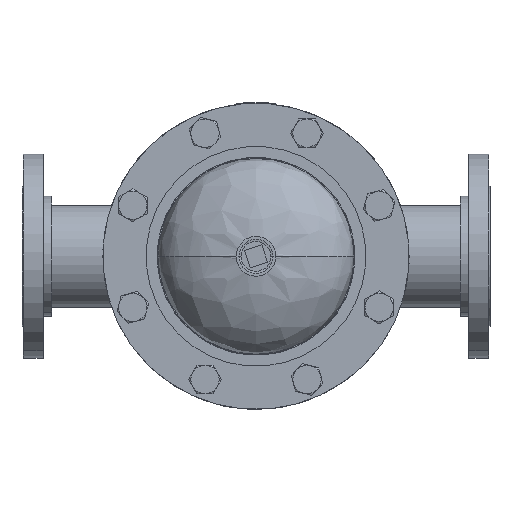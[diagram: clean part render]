
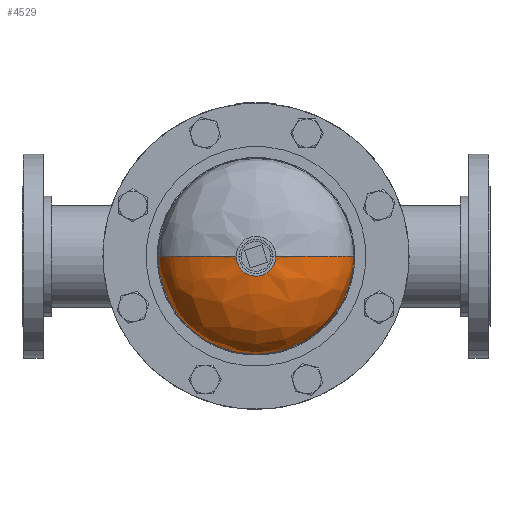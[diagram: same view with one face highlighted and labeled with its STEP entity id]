
A CAD part, front view. The second image highlights one B-rep face of the part: STEP entity #4529.
In plain terms, the highlighted free-form (B-spline) face has degree [3, 3] with [4, 4] control points.
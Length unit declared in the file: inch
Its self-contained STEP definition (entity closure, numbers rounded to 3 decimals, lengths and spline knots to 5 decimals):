
#67 = CARTESIAN_POINT ( 'NONE',  ( -2.90565, 3.76013, 5.81131 ) ) ;
#849 = VERTEX_POINT ( 'NONE', #2495 ) ;
#915 = CARTESIAN_POINT ( 'NONE',  ( -4.3125, 2.85898, 0. ) ) ;
#1532 = CARTESIAN_POINT ( 'NONE',  ( 0., 3.96469, 0. ) ) ;
#1697 = CARTESIAN_POINT ( 'NONE',  ( 4.3125, 1.68275, 0. ) ) ;
#1845 = CARTESIAN_POINT ( 'NONE',  ( 2.90565, 3.76013, 0. ) ) ;
#2087 = AXIS2_PLACEMENT_3D ( 'NONE', #5930, #4061, #11215 ) ;
#2184 = VERTEX_POINT ( 'NONE', #9984 ) ;
#2443 = EDGE_CURVE ( 'NONE', #849, #8243, #3269, .T. ) ;
#2495 = CARTESIAN_POINT ( 'NONE',  ( 0., 3.96469, 0.75 ) ) ;
#2633 = CARTESIAN_POINT ( 'NONE',  ( 2.90565, 3.76013, 0. ) ) ;
#2691 = CARTESIAN_POINT ( 'NONE',  ( -4.3125, 2.85898, 8.625 ) ) ;
#2756 = CARTESIAN_POINT ( 'NONE',  ( -2.90565, 3.76013, 0. ) ) ;
#2911 = CARTESIAN_POINT ( 'NONE',  ( -0.75, 3.96469, 0. ) ) ;
#3269 = CIRCLE ( 'NONE', #3835, 0.75 ) ;
#3586 = ORIENTED_EDGE ( 'NONE', *, *, #8613, .F. ) ;
#3835 = AXIS2_PLACEMENT_3D ( 'NONE', #8437, #4904, #8659 ) ;
#4061 = DIRECTION ( 'NONE',  ( 0., -1., 0. ) ) ;
#4250 = ORIENTED_EDGE ( 'NONE', *, *, #2443, .F. ) ;
#4307 = CARTESIAN_POINT ( 'NONE',  ( 0.75, 3.96469, 0. ) ) ;
#4433 = CARTESIAN_POINT ( 'NONE',  ( 4.3125, 1.68275, 0. ) ) ;
#4509 = CARTESIAN_POINT ( 'NONE',  ( 4.3125, 2.85898, 0. ) ) ;
#4529 = ADVANCED_FACE ( 'NONE', ( #8793 ), #7564, .T. ) ;
#4904 = DIRECTION ( 'NONE',  ( 0., 1., 0. ) ) ;
#4989 = AXIS2_PLACEMENT_3D ( 'NONE', #1532, #11389, #6926 ) ;
#5067 = VERTEX_POINT ( 'NONE', #2911 ) ;
#5268 = CARTESIAN_POINT ( 'NONE',  ( -4.3125, 1.68275, 0. ) ) ;
#5354 = CARTESIAN_POINT ( 'NONE',  ( -4.3125, 1.68275, 0. ) ) ;
#5450 = EDGE_CURVE ( 'NONE', #5067, #849, #11161, .T. ) ;
#5912 =( BOUNDED_CURVE ( )  B_SPLINE_CURVE ( 3, ( #4433, #8771, #1845, #4307 ),
 .UNSPECIFIED., .F., .T. ) 
 B_SPLINE_CURVE_WITH_KNOTS ( ( 4, 4 ),
 ( 0., 1.39599 ),
 .UNSPECIFIED. ) 
 CURVE ( )  GEOMETRIC_REPRESENTATION_ITEM ( )  RATIONAL_B_SPLINE_CURVE ( ( 1., 0.844, 0.844, 1. ) ) 
 REPRESENTATION_ITEM ( '' )  );
#5930 = CARTESIAN_POINT ( 'NONE',  ( 0., 1.68275, 0. ) ) ;
#6058 = ORIENTED_EDGE ( 'NONE', *, *, #9075, .F. ) ;
#6259 = CARTESIAN_POINT ( 'NONE',  ( 0.75, 3.96469, 0. ) ) ;
#6331 = CARTESIAN_POINT ( 'NONE',  ( -2.90565, 3.76013, 0. ) ) ;
#6337 = CARTESIAN_POINT ( 'NONE',  ( -4.3125, 2.85898, 0. ) ) ;
#6638 = ORIENTED_EDGE ( 'NONE', *, *, #5450, .F. ) ;
#6926 = DIRECTION ( 'NONE',  ( 1., 0., 0. ) ) ;
#7094 = CARTESIAN_POINT ( 'NONE',  ( -4.3125, 1.68275, 8.625 ) ) ;
#7161 = CIRCLE ( 'NONE', #2087, 4.3125 ) ;
#7564 =( BOUNDED_SURFACE ( )  B_SPLINE_SURFACE ( 3, 3, ( 
 ( #1697, #9738, #7094, #5268 ),
 ( #4509, #10842, #2691, #6337 ),
 ( #2633, #8163, #67, #2756 ),
 ( #8858, #10793, #11551, #10732 ) ),
 .UNSPECIFIED., .F., .F., .F. ) 
 B_SPLINE_SURFACE_WITH_KNOTS ( ( 4, 4 ),
 ( 4, 4 ),
 ( 0., 1. ),
 ( 0., 1. ),
 .UNSPECIFIED. ) 
 GEOMETRIC_REPRESENTATION_ITEM ( )  RATIONAL_B_SPLINE_SURFACE ( (
 ( 1., 0.333, 0.333, 1.),
 ( 0.844, 0.281, 0.281, 0.844),
 ( 0.844, 0.281, 0.281, 0.844),
 ( 1., 0.333, 0.333, 1.) ) ) 
 REPRESENTATION_ITEM ( '' )  SURFACE ( )  );
#7662 = ORIENTED_EDGE ( 'NONE', *, *, #8906, .T. ) ;
#7915 = CARTESIAN_POINT ( 'NONE',  ( -4.3125, 1.68275, 0. ) ) ;
#8163 = CARTESIAN_POINT ( 'NONE',  ( 2.90565, 3.76013, 5.81131 ) ) ;
#8243 = VERTEX_POINT ( 'NONE', #6259 ) ;
#8437 = CARTESIAN_POINT ( 'NONE',  ( 0., 3.96469, 0. ) ) ;
#8613 = EDGE_CURVE ( 'NONE', #9179, #5067, #9583, .T. ) ;
#8659 = DIRECTION ( 'NONE',  ( 1., 0., 0. ) ) ;
#8661 = EDGE_LOOP ( 'NONE', ( #3586, #6058, #7662, #4250, #6638 ) ) ;
#8771 = CARTESIAN_POINT ( 'NONE',  ( 4.3125, 2.85898, 0. ) ) ;
#8793 = FACE_OUTER_BOUND ( 'NONE', #8661, .T. ) ;
#8858 = CARTESIAN_POINT ( 'NONE',  ( 0.75, 3.96469, 0. ) ) ;
#8906 = EDGE_CURVE ( 'NONE', #2184, #8243, #5912, .T. ) ;
#9032 = CARTESIAN_POINT ( 'NONE',  ( -0.75, 3.96469, 0. ) ) ;
#9075 = EDGE_CURVE ( 'NONE', #2184, #9179, #7161, .T. ) ;
#9179 = VERTEX_POINT ( 'NONE', #5354 ) ;
#9583 =( BOUNDED_CURVE ( )  B_SPLINE_CURVE ( 3, ( #7915, #915, #6331, #9032 ),
 .UNSPECIFIED., .F., .T. ) 
 B_SPLINE_CURVE_WITH_KNOTS ( ( 4, 4 ),
 ( 0., 1.39599 ),
 .UNSPECIFIED. ) 
 CURVE ( )  GEOMETRIC_REPRESENTATION_ITEM ( )  RATIONAL_B_SPLINE_CURVE ( ( 1., 0.844, 0.844, 1. ) ) 
 REPRESENTATION_ITEM ( '' )  );
#9738 = CARTESIAN_POINT ( 'NONE',  ( 4.3125, 1.68275, 8.625 ) ) ;
#9984 = CARTESIAN_POINT ( 'NONE',  ( 4.3125, 1.68275, 0. ) ) ;
#10732 = CARTESIAN_POINT ( 'NONE',  ( -0.75, 3.96469, 0. ) ) ;
#10793 = CARTESIAN_POINT ( 'NONE',  ( 0.75, 3.96469, 1.5 ) ) ;
#10842 = CARTESIAN_POINT ( 'NONE',  ( 4.3125, 2.85898, 8.625 ) ) ;
#11161 = CIRCLE ( 'NONE', #4989, 0.75 ) ;
#11215 = DIRECTION ( 'NONE',  ( 1., 0., 0. ) ) ;
#11389 = DIRECTION ( 'NONE',  ( 0., 1., 0. ) ) ;
#11551 = CARTESIAN_POINT ( 'NONE',  ( -0.75, 3.96469, 1.5 ) ) ;
